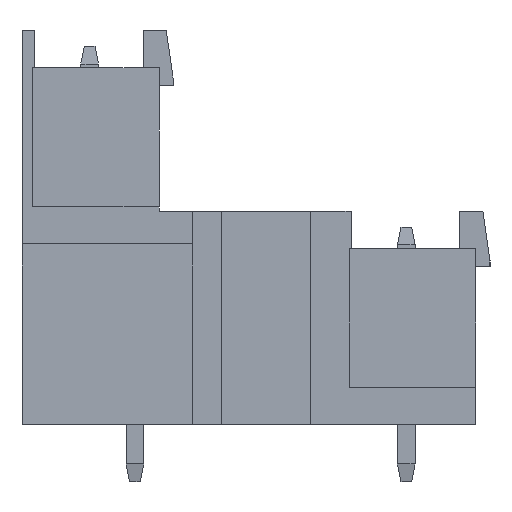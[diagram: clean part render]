
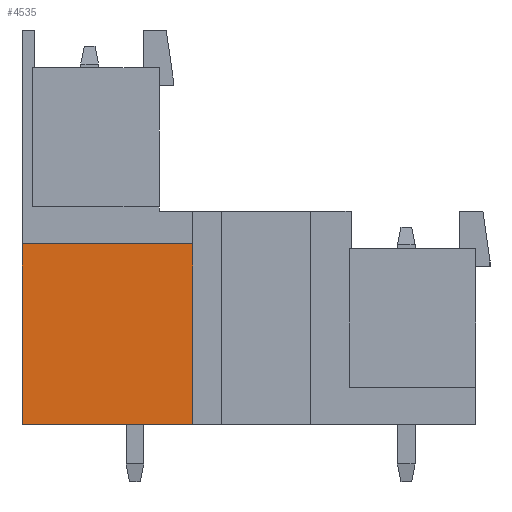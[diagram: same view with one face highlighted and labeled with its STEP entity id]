
A CAD part, left-side view. The second image highlights one B-rep face of the part: STEP entity #4535.
In plain terms, the highlighted planar face has unit normal (-1, 0, 0).
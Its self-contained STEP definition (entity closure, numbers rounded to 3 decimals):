
#4522=AXIS2_PLACEMENT_3D('Plane Axis2P3D',#4519,#4520,#4521) ;
#2987=CARTESIAN_POINT('Vertex',(2.,26.28,3.2)) ;
#2990=CARTESIAN_POINT('Line Origine',(2.,26.28,8.28)) ;
#2994=CARTESIAN_POINT('Vertex',(2.,26.28,13.36)) ;
#3103=CARTESIAN_POINT('Vertex',(2.,16.7,3.2)) ;
#3106=CARTESIAN_POINT('Line Origine',(2.,21.49,3.2)) ;
#4502=CARTESIAN_POINT('Vertex',(2.,16.7,13.36)) ;
#4505=CARTESIAN_POINT('Line Origine',(2.,16.7,8.28)) ;
#4519=CARTESIAN_POINT('Axis2P3D Location',(2.,0.,13.36)) ;
#4524=CARTESIAN_POINT('Line Origine',(2.,21.49,13.36)) ;
#2991=DIRECTION('Vector Direction',(0.,0.,-1.)) ;
#3107=DIRECTION('Vector Direction',(0.,1.,0.)) ;
#4506=DIRECTION('Vector Direction',(0.,0.,1.)) ;
#4520=DIRECTION('Axis2P3D Direction',(1.,-0.,0.)) ;
#4521=DIRECTION('Axis2P3D XDirection',(0.,0.,-1.)) ;
#4525=DIRECTION('Vector Direction',(0.,1.,0.)) ;
#2992=VECTOR('Line Direction',#2991,1.) ;
#3108=VECTOR('Line Direction',#3107,1.) ;
#4507=VECTOR('Line Direction',#4506,1.) ;
#4526=VECTOR('Line Direction',#4525,1.) ;
#4530=ORIENTED_EDGE('',*,*,#4509,.T.) ;
#4531=ORIENTED_EDGE('',*,*,#4528,.T.) ;
#4532=ORIENTED_EDGE('',*,*,#2996,.T.) ;
#4533=ORIENTED_EDGE('',*,*,#3110,.F.) ;
#4535=ADVANCED_FACE('Housing',(#4534),#4523,.F.) ;
#2996=EDGE_CURVE('',#2995,#2988,#2993,.T.) ;
#3110=EDGE_CURVE('',#3104,#2988,#3109,.T.) ;
#4509=EDGE_CURVE('',#3104,#4503,#4508,.T.) ;
#4528=EDGE_CURVE('',#4503,#2995,#4527,.T.) ;
#4529=EDGE_LOOP('',(#4530,#4531,#4532,#4533)) ;
#4534=FACE_OUTER_BOUND('',#4529,.T.) ;
#2993=LINE('Line',#2990,#2992) ;
#3109=LINE('Line',#3106,#3108) ;
#4508=LINE('Line',#4505,#4507) ;
#4527=LINE('Line',#4524,#4526) ;
#4523=PLANE('',#4522) ;
#2988=VERTEX_POINT('',#2987) ;
#2995=VERTEX_POINT('',#2994) ;
#3104=VERTEX_POINT('',#3103) ;
#4503=VERTEX_POINT('',#4502) ;
